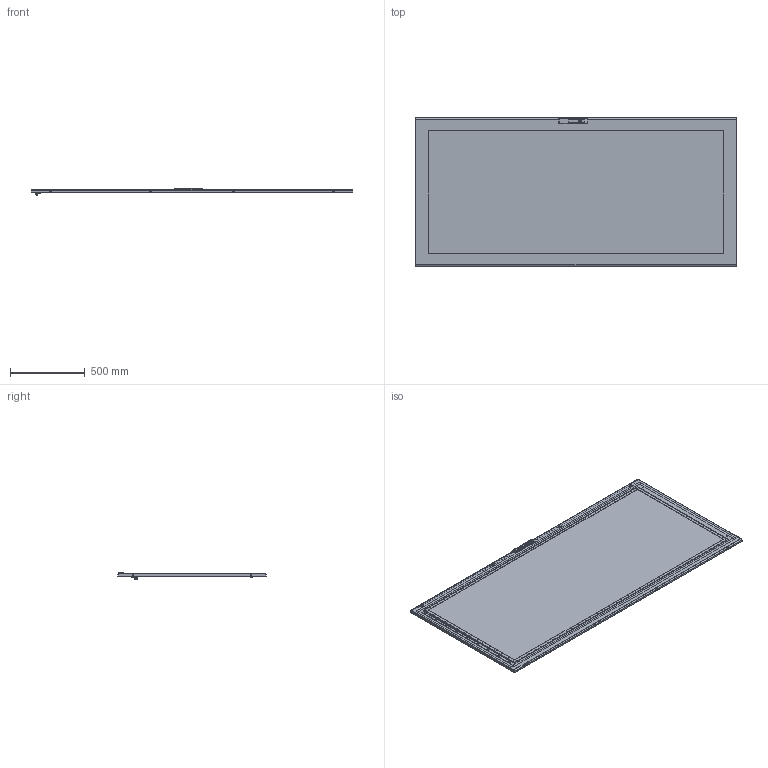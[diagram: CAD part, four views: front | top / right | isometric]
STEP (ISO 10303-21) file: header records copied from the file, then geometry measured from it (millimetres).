
FILE_DESCRIPTION (( 'STEP AP203' ), '1' );
FILE_NAME ('2200x1000.step', '2011-02-16T12:33:23', ( 'User' ), ( 'DKC' ), 'SwSTEP 2.0', 'SolidWorks 2010', '' );
FILE_SCHEMA (( 'CONFIG_CONTROL_DESIGN' ));
Products named in the file (32): land; AC00C184 dado telaio interno porta_Default; RAMBLOCK montata modificated_Default; sealant for sviluppo porta quadro_2200x1000; Sviluppo porta transparente quadro_2200X1000; basetta esterna_AC00C506; hermetic for transparente door_2200x1000; Sealing ring; Montante verticale + Traversa orizzontale interno porta_Traversa orizzontale-verticale 1000; Vetro porta quadro_R5CPTE22100; Wood screw 4.2x13_Tapping screw DIN 7049-ST4.2x13-F-H-S; Sostegno autoallineante per porta AC00C446; Çåðêàëüíî îòðàçèòüboccola AC00C378; Çåðêàëüíî îòðàçèòüribattino AC00C377; Çåðêàëüíî îòðàçèòüterminator for door.SLDPRT1; Çåðêàëüíî îòðàçèòüterminator for door.SLDPRT; 2200x1000; boccola AC00C378; ribattino AC00C377; terminator for door.SLDPRT; AC00C254_Default; Hex Flange Bolt M6x10_ISO 4162 - M6 x 12 x 12-S; Nut M6_Hexagon Nut ISO - 4034 - M6 - S; hinge AC00C170_Default; distanziale di gomma per RAM BLOCK_Default; linguetta_AC00C387; AC00C400 Quadro IP55 Guida aste_Default; ASTINA Inferiore_2200; ASTINA Superiore_2200; Ingranaggio per cariglione modificated_AC00C388; maniglia RAM BLOCK modificated_AC00C505; inserto chiave per maniglia RAM BLOCK_AC00C389
Assembly tree (59 placements, depth 3):
  2200x1000
    Sostegno autoallineante per porta AC00C446
    AC00C254_Default  x4
    Nut M6_Hexagon Nut ISO - 4034 - M6 - S  x4
    RAMBLOCK montata modificated_Default
      inserto chiave per maniglia RAM BLOCK_AC00C389
      maniglia RAM BLOCK modificated_AC00C505
      basetta esterna_AC00C506
      Ingranaggio per cariglione modificated_AC00C388
      Sealing ring
    land  x8
    terminator for door.SLDPRT  x2
      ribattino AC00C377
      boccola AC00C378
    AC00C400 Quadro IP55 Guida aste_Default  x4
    Çåðêàëüíî îòðàçèòüterminator for door.SLDPRT
      Çåðêàëüíî îòðàçèòüribattino AC00C377
      Çåðêàëüíî îòðàçèòüboccola AC00C378
    AC00C184 dado telaio interno porta_Default  x2
    Sviluppo porta transparente quadro_2200X1000
    hinge AC00C170_Default  x4
    hermetic for transparente door_2200x1000
    distanziale di gomma per RAM BLOCK_Default  x2
    Wood screw 4.2x13_Tapping screw DIN 7049-ST4.2x13-F-H-S  x5
    Montante verticale + Traversa orizzontale interno porta_Traversa orizzontale-verticale 1000
    Çåðêàëüíî îòðàçèòüterminator for door.SLDPRT1
      Çåðêàëüíî îòðàçèòüboccola AC00C378
      Çåðêàëüíî îòðàçèòüribattino AC00C377
    ASTINA Inferiore_2200
    sealant for sviluppo porta quadro_2200x1000
    Hex Flange Bolt M6x10_ISO 4162 - M6 x 12 x 12-S
    ASTINA Superiore_2200
    linguetta_AC00C387
    Vetro porta quadro_R5CPTE22100
Bounding box: 2155 x 994 x 52.66 mm (x, y, z)
Volume: 9276810.9 mm3; surface area: 5508278.3 mm2
Topology: 64 solids, 64 shells, 5200 faces, 14273 edges, 9236 vertices
Faces by surface type: bspline 2303, cylinder 1385, plane 1001, cone 461, torus 40, sphere 10
Entity records: 72640 total; most frequent: CARTESIAN_POINT 28587, ORIENTED_EDGE 9020, DIRECTION 7459, EDGE_CURVE 4510, VERTEX_POINT 2882, AXIS2_PLACEMENT_3D 2682, VECTOR 2095, LINE 2095
